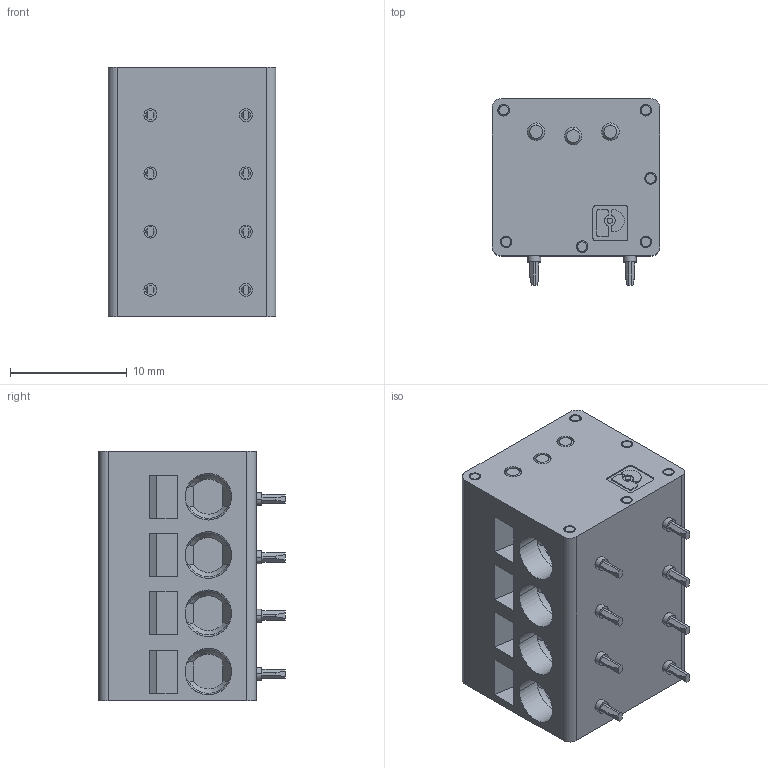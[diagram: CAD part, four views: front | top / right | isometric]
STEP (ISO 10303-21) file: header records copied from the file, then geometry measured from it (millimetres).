
FILE_DESCRIPTION(('SolidDesigner STEP Export'),'2;1');
FILE_NAME('spt_2.5-4_h_5.0.stp','2010-06-10T15:23:40',(''),(''),'CoCreate Modeling STEP processor for AP214 (Solid Model)','CoCreate Modeling 16.00A 16-Aug-2008 (C) Parametric Technology GmbH','');
FILE_SCHEMA(('AUTOMOTIVE_DESIGN { 1 0 10303 214 1 1 1 1 }'));
Length unit declared in the file: millimetre
Products named in the file (2): spt_2.5-4_h_5.0
Assembly tree (1 placements, depth 2):
  spt_2.5-4_h_5.0
    spt_2.5-4_h_5.0
Bounding box: 14.4 x 16 x 21.4 mm (x, y, z)
Volume: 3890.5 mm3; surface area: 1943.9 mm2
Topology: 1 solids, 1 shells, 315 faces, 767 edges, 508 vertices
Faces by surface type: plane 177, cylinder 86, cone 44, torus 8
Entity records: 11865 total; most frequent: CARTESIAN_POINT 2401, ORIENTED_EDGE 1534, DIRECTION 1269, EDGE_CURVE 767, VERTEX_POINT 508, VECTOR 469, LINE 469, AXIS2_PLACEMENT_3D 400
